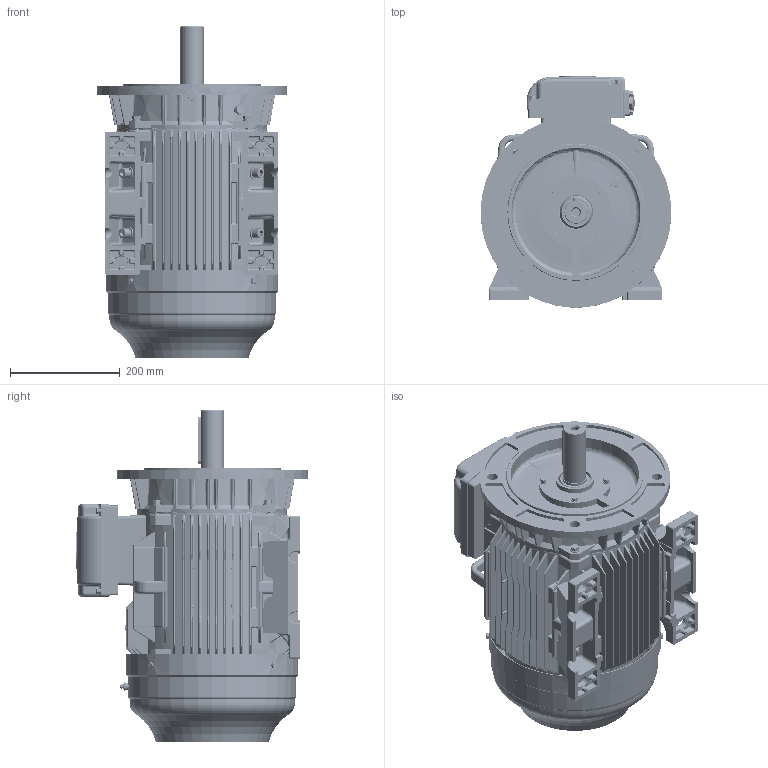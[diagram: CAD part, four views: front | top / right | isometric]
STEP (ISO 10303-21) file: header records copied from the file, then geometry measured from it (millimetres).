
FILE_DESCRIPTION (( 'STEP AP203' ), '1' );
FILE_NAME ('SWE160M-B35.STEP', '2015-09-17T07:26:19', ( 'Sky123.Org' ), ( 'Sky123.Org' ), 'SwSTEP 2.0', 'SolidWorks 2012', '' );
FILE_SCHEMA (( 'CONFIG_CONTROL_DESIGN' ));
Length unit declared in the file: millimetre
Products named in the file (1): SWE160M-B35
Bounding box: 348 x 422 x 605 mm (x, y, z)
Volume: 27820663.1 mm3; surface area: 2301789.2 mm2
Topology: 98 solids, 121 shells, 9079 faces, 23718 edges, 14943 vertices
Faces by surface type: cylinder 4022, plane 2650, bspline 996, cone 716, sphere 359, torus 336
Entity records: 347688 total; most frequent: CARTESIAN_POINT 141861, ORIENTED_EDGE 47066, DIRECTION 38992, EDGE_CURVE 23533, VERTEX_POINT 14899, AXIS2_PLACEMENT_3D 14516, LINE 9960, VECTOR 9960
